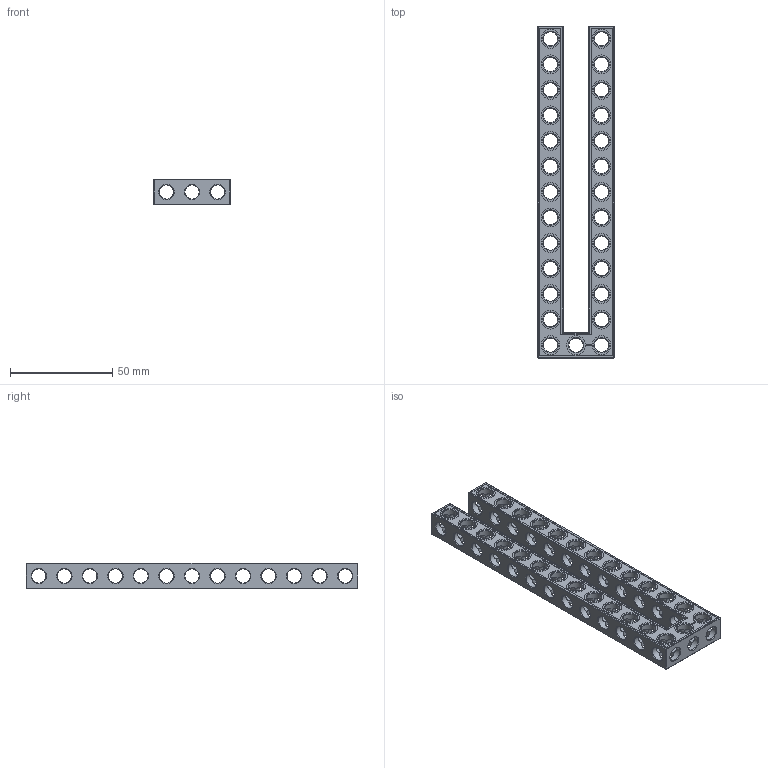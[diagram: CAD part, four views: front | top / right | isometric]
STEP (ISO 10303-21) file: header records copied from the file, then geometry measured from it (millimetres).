
FILE_DESCRIPTION(('FreeCAD Model'),'2;1');
FILE_NAME('Open CASCADE Shape Model','2022-02-22T23:14:32',( 'Paulo Kiefe'),('STEMFIE.org'),'Open CASCADE STEP processor 7.4', 'FreeCAD','Unknown');
FILE_SCHEMA(('AUTOMOTIVE_DESIGN { 1 0 10303 214 1 1 1 1 }'));
Products named in the file (1): Beam_AGD_ESS_USH_SYM_BU03x13x01_-_SPN-BEM-0312_(stemfie.org)
Bounding box: 37.5 x 162.5 x 12.5 mm (x, y, z)
Volume: 26391.3 mm3; surface area: 23618.9 mm2
Topology: 1 solids, 1 shells, 835 faces, 2485 edges, 1603 vertices
Faces by surface type: plane 406, cylinder 163, extrusion 156, cone 110
Full cylindrical faces by diameter (mm): 6.98 x28, 7 x108, 9.2 x27
Entity records: 178952 total; most frequent: CARTESIAN_POINT 132567, DIRECTION 7405, VECTOR 4982, ORIENTED_EDGE 4970, PCURVE 4970, DEFINITIONAL_REPRESENTATION 4970, LINE 4826, EDGE_CURVE 2485
